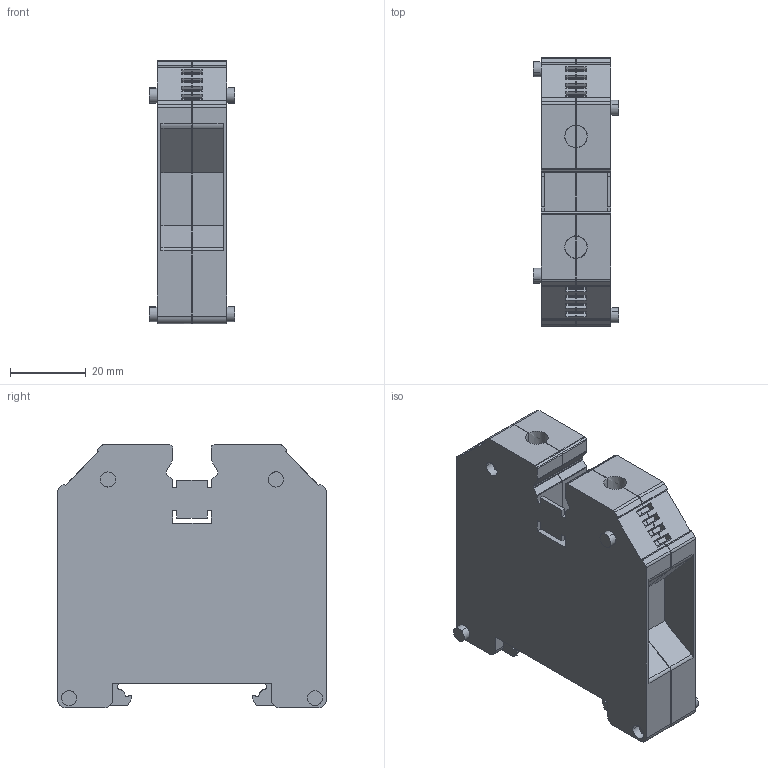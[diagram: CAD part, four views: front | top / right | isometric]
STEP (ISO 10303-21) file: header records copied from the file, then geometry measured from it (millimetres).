
FILE_DESCRIPTION(('CATIA V5 STEP Exchange','CAx-IF Rec.Pracs.--- Model Styling and Organization---1.5--- 2016-08-15','CAx-IF Rec.Pracs.---Supplemental Geometry---1.0---2011-11-01','CAx-IF Rec.Pracs.--- Composite Materials ---1.1---2010-07-15'),'2;1');
FILE_NAME ('D1457431_1', '2024-06-12T04:33:39+00:00', ('none'), ('Weidmueller'), 'CATIA Version 5-6 Release 2022 SP4 HF5', 'CATIA V5 STEP AP214 v3', 'none');
FILE_SCHEMA(('AUTOMOTIVE_DESIGN { 1 0 10303 214 1 1 1 1 }'));
Length unit declared in the file: millimetre
Products named in the file (1): 1846040000_WPE_50N
Bounding box: 22.5 x 71 x 69.6 mm (x, y, z)
Volume: 70172.3 mm3; surface area: 24291.3 mm2
Topology: 1 solids, 13 shells, 552 faces, 1569 edges, 1055 vertices
Faces by surface type: plane 420, cylinder 98, extrusion 34
Entity records: 18243 total; most frequent: CARTESIAN_POINT 4366, ORIENTED_EDGE 3138, DIRECTION 2203, EDGE_CURVE 1569, VECTOR 1241, LINE 1207, VERTEX_POINT 1055, EDGE_LOOP 568
